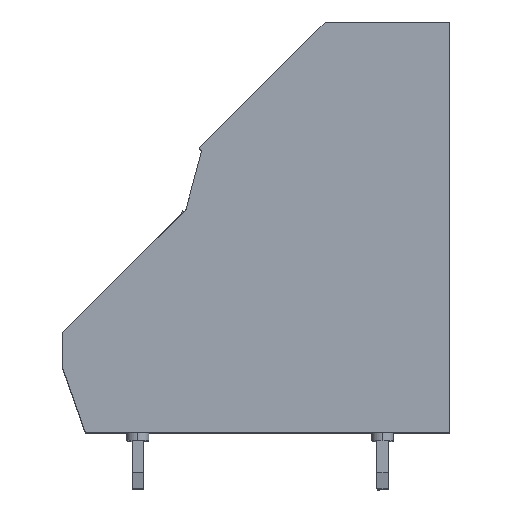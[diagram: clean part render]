
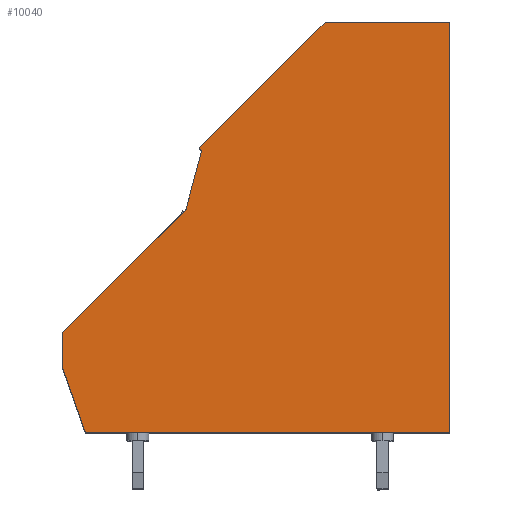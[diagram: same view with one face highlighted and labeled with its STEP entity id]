
A CAD part, top view. The second image highlights one B-rep face of the part: STEP entity #10040.
In plain terms, the highlighted planar face has unit normal (0, 0, 1).
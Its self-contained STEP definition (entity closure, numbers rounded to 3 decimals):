
#7600=CARTESIAN_POINT('',(-52.767,44.858,6.08));
#7610=VERTEX_POINT('',#7600);
#7640=CARTESIAN_POINT('',(-59.646,19.184,6.08));
#7650=DIRECTION('',(-0.259,-0.966,0.));
#7660=VECTOR('',#7650,1.);
#7670=LINE('',#7640,#7660);
#7680=CARTESIAN_POINT('',(-53.742,41.218,6.08));
#7690=VERTEX_POINT('',#7680);
#7700=EDGE_CURVE('',#7610,#7690,#7670,.T.);
#8140=CARTESIAN_POINT('',(-75.777,19.184,6.08));
#8150=DIRECTION('',(-0.707,-0.707,0.));
#8160=VECTOR('',#8150,1.);
#8170=LINE('',#8140,#8160);
#8180=CARTESIAN_POINT('',(-61.395,33.566,6.08));
#8190=VERTEX_POINT('',#8180);
#8200=EDGE_CURVE('',#7690,#8190,#8170,.T.);
#9410=CARTESIAN_POINT('',(-44.336,39.186,6.08));
#9420=DIRECTION('',(0.,0.,1.));
#9430=DIRECTION('',(1.,0.,0.));
#9440=AXIS2_PLACEMENT_3D('',#9410,#9420,#9430);
#9450=PLANE('',#9440);
#9460=CARTESIAN_POINT('',(-37.395,19.184,6.08));
#9470=DIRECTION('',(0.,1.,0.));
#9480=VECTOR('',#9470,1.);
#9490=LINE('',#9460,#9480);
#9500=CARTESIAN_POINT('',(-37.395,27.346,6.08));
#9510=VERTEX_POINT('',#9500);
#9520=CARTESIAN_POINT('',(-37.395,52.846,6.08));
#9530=VERTEX_POINT('',#9520);
#9540=EDGE_CURVE('',#9510,#9530,#9490,.T.);
#9550=ORIENTED_EDGE('',*,*,#9540,.T.);
#9560=CARTESIAN_POINT('',(0.,27.346,6.08));
#9570=DIRECTION('',(1.,0.,0.));
#9580=VECTOR('',#9570,1.);
#9590=LINE('',#9560,#9580);
#9600=CARTESIAN_POINT('',(-59.995,27.346,6.08));
#9610=VERTEX_POINT('',#9600);
#9620=EDGE_CURVE('',#9610,#9510,#9590,.T.);
#9630=ORIENTED_EDGE('',*,*,#9620,.T.);
#9640=CARTESIAN_POINT('',(-57.138,19.184,6.08));
#9650=DIRECTION('',(0.33,-0.944,0.));
#9660=VECTOR('',#9650,1.);
#9670=LINE('',#9640,#9660);
#9680=CARTESIAN_POINT('',(-61.395,31.346,6.08));
#9690=VERTEX_POINT('',#9680);
#9700=EDGE_CURVE('',#9690,#9610,#9670,.T.);
#9710=ORIENTED_EDGE('',*,*,#9700,.T.);
#9720=CARTESIAN_POINT('',(-61.395,19.184,6.08));
#9730=DIRECTION('',(0.,-1.,0.));
#9740=VECTOR('',#9730,1.);
#9750=LINE('',#9720,#9740);
#9760=EDGE_CURVE('',#8190,#9690,#9750,.T.);
#9770=ORIENTED_EDGE('',*,*,#9760,.T.);
#9780=ORIENTED_EDGE('',*,*,#8200,.T.);
#9790=ORIENTED_EDGE('',*,*,#7700,.T.);
#9800=CARTESIAN_POINT('',(-27.092,19.184,6.08));
#9810=DIRECTION('',(0.707,-0.707,0.));
#9820=VECTOR('',#9810,1.);
#9830=LINE('',#9800,#9820);
#9840=CARTESIAN_POINT('',(-52.93,45.022,6.08));
#9850=VERTEX_POINT('',#9840);
#9860=EDGE_CURVE('',#9850,#7610,#9830,.T.);
#9870=ORIENTED_EDGE('',*,*,#9860,.T.);
#9880=CARTESIAN_POINT('',(21.304,119.255,6.08));
#9890=DIRECTION('',(-0.707,-0.707,0.));
#9900=VECTOR('',#9890,1.);
#9910=LINE('',#9880,#9900);
#9920=CARTESIAN_POINT('',(-45.106,52.846,6.08));
#9930=VERTEX_POINT('',#9920);
#9940=EDGE_CURVE('',#9930,#9850,#9910,.T.);
#9950=ORIENTED_EDGE('',*,*,#9940,.T.);
#9960=CARTESIAN_POINT('',(21.304,52.846,6.08));
#9970=DIRECTION('',(-1.,0.,0.));
#9980=VECTOR('',#9970,1.);
#9990=LINE('',#9960,#9980);
#10000=EDGE_CURVE('',#9530,#9930,#9990,.T.);
#10010=ORIENTED_EDGE('',*,*,#10000,.T.);
#10020=EDGE_LOOP('',(#10010,#9950,#9870,#9790,#9780,#9770,#9710,#9630,
#9550));
#10030=FACE_OUTER_BOUND('',#10020,.T.);
#10040=ADVANCED_FACE('',(#10030),#9450,.T.);
